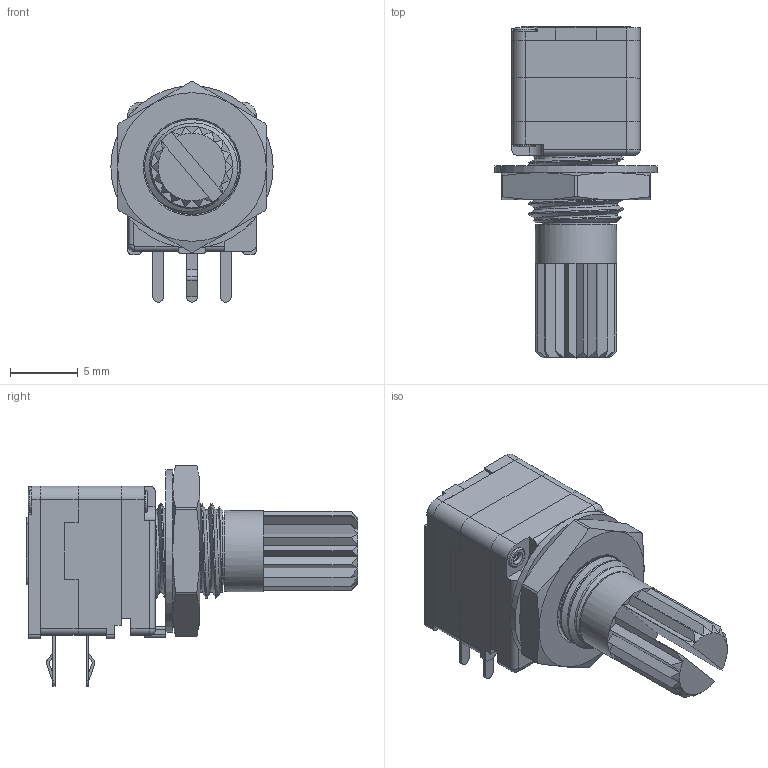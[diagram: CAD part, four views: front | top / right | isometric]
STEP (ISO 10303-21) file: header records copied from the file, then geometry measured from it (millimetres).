
FILE_DESCRIPTION(('STEP AP214'), '1');
FILE_NAME('RK0972-KC', '', ('UNSPECIFIED'), ('UNSPECIFIED'), 'ASCON STEP Converter 1.6', 'ASCON Math Kernel', '');
FILE_SCHEMA(('AUTOMOTIVE_DESIGN { 1 0 10303 214 3 1 1}'));
Length unit declared in the file: millimetre
Assembly tree (3 placements, depth 2):
  (unnamed)
    (unnamed)
    (unnamed)
    (unnamed)
Bounding box: 12 x 24.55 x 16.3 mm (x, y, z)
Volume: 1518.7 mm3; surface area: 2563 mm2
Topology: 15 solids, 15 shells, 333 faces, 791 edges, 499 vertices
Faces by surface type: plane 196, cylinder 87, cone 34, torus 10, bspline 6
Full cylindrical faces by diameter (mm): 0.6 x2, 1 x10, 1.6 x4, 5 x2, 6 x1, 7.2 x1, 12 x1
Entity records: 20810 total; most frequent: CARTESIAN_POINT 10333, DIRECTION 1531, ORIENTED_EDGE 1510, EDGE_CURVE 755, AXIS2_PLACEMENT_3D 549, VERTEX_POINT 494, LINE 433, VECTOR 433
